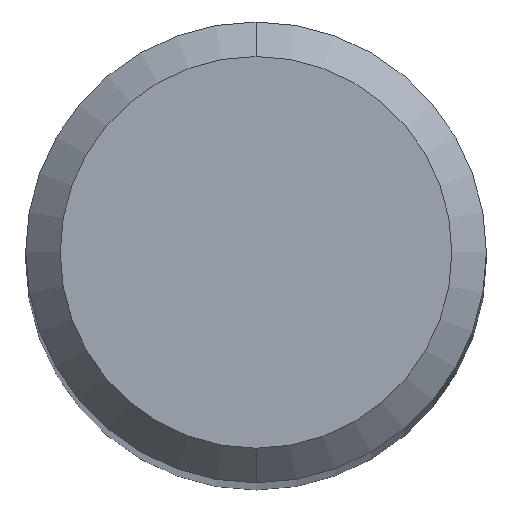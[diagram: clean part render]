
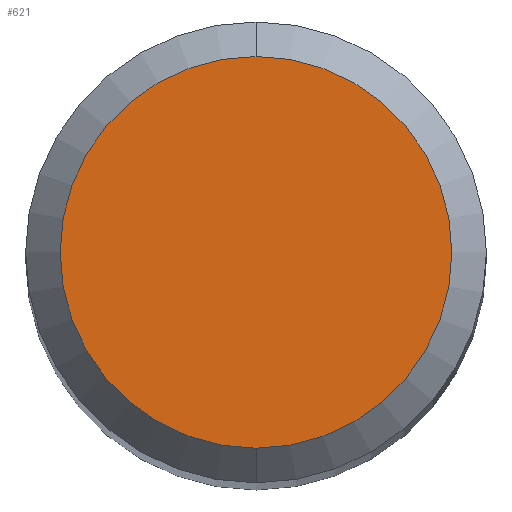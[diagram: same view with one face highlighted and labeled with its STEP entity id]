
A CAD part, top view. The second image highlights one B-rep face of the part: STEP entity #621.
In plain terms, the highlighted planar face has unit normal (0, 0, 1).
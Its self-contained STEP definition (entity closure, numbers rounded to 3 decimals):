
#457=VERTEX_POINT('',#1062);
#539=EDGE_CURVE('',#457,#775,#1152,.T.);
#615=EDGE_CURVE('',#775,#457,#1236,.T.);
#621=ADVANCED_FACE('',(#1243),#1244,.T.);
#775=VERTEX_POINT('',#1409);
#1062=CARTESIAN_POINT('',(0.0,1.7,0.0));
#1152=CIRCLE('',#3184,1.7);
#1236=CIRCLE('',#4476,1.7);
#1243=FACE_OUTER_BOUND('',#4499,.T.);
#1244=PLANE('',#4500);
#1409=CARTESIAN_POINT('',(0.,-1.7,0.0));
#3184=AXIS2_PLACEMENT_3D('',#6054,#6055,#6056);
#4476=AXIS2_PLACEMENT_3D('',#6166,#6167,#6168);
#4499=EDGE_LOOP('',(#6179,#6180));
#4500=AXIS2_PLACEMENT_3D('',#6181,#6182,#6183);
#6054=CARTESIAN_POINT('',(0.0,0.0,0.0));
#6055=DIRECTION('',(0.0,0.0,-1.0));
#6056=DIRECTION('',(0.0,1.0,0.0));
#6166=CARTESIAN_POINT('',(0.0,0.0,0.0));
#6167=DIRECTION('',(0.0,0.0,-1.0));
#6168=DIRECTION('',(0.0,1.0,0.0));
#6179=ORIENTED_EDGE('',*,*,#539,.F.);
#6180=ORIENTED_EDGE('',*,*,#615,.F.);
#6181=CARTESIAN_POINT('',(0.0,0.85,0.0));
#6182=DIRECTION('',(-0.0,0.0,1.0));
#6183=DIRECTION('',(0.0,-1.0,0.0));
